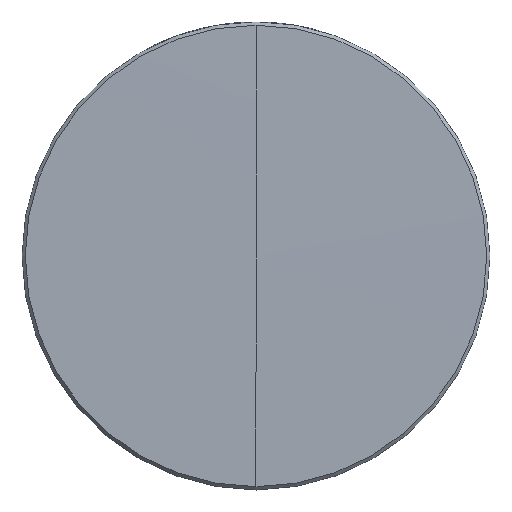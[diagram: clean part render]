
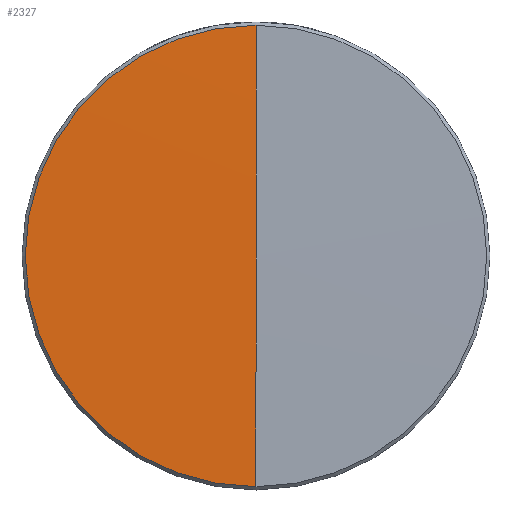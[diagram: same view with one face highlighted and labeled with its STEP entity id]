
A CAD part, top view. The second image highlights one B-rep face of the part: STEP entity #2327.
In plain terms, the highlighted spherical face has radius 1292 mm.
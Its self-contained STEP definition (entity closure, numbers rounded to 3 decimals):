
#14 = EDGE_LOOP ( 'NONE', ( #841, #1858, #577 ) ) ;
#34 = CIRCLE ( 'NONE', #1761, 12.523 ) ;
#140 = VERTEX_POINT ( 'NONE', #839 ) ;
#461 = FACE_OUTER_BOUND ( 'NONE', #14, .T. ) ;
#535 = CARTESIAN_POINT ( 'NONE',  ( 0., 0., -1290.97 ) ) ;
#554 = VERTEX_POINT ( 'NONE', #1681 ) ;
#577 = ORIENTED_EDGE ( 'NONE', *, *, #1789, .F. ) ;
#733 = DIRECTION ( 'NONE',  ( 1., 0., 0. ) ) ;
#757 = CARTESIAN_POINT ( 'NONE',  ( 0., 0., 1.03 ) ) ;
#839 = CARTESIAN_POINT ( 'NONE',  ( 0., -12.523, 0.969 ) ) ;
#841 = ORIENTED_EDGE ( 'NONE', *, *, #1004, .T. ) ;
#878 = SPHERICAL_SURFACE ( 'NONE', #2107, 1292. ) ;
#888 = CARTESIAN_POINT ( 'NONE',  ( 0., 0., 0.969 ) ) ;
#927 = CIRCLE ( 'NONE', #1714, 1292. ) ;
#937 = CIRCLE ( 'NONE', #1875, 1292. ) ;
#1004 = EDGE_CURVE ( 'NONE', #554, #140, #34, .T. ) ;
#1192 = DIRECTION ( 'NONE',  ( 0., -1., 0. ) ) ;
#1230 = DIRECTION ( 'NONE',  ( -1., 0., 0. ) ) ;
#1414 = DIRECTION ( 'NONE',  ( 0., 1., 0. ) ) ;
#1579 = DIRECTION ( 'NONE',  ( -1., 0., 0. ) ) ;
#1681 = CARTESIAN_POINT ( 'NONE',  ( 0., 12.523, 0.969 ) ) ;
#1714 = AXIS2_PLACEMENT_3D ( 'NONE', #535, #733, #2275 ) ;
#1761 = AXIS2_PLACEMENT_3D ( 'NONE', #888, #2424, #2019 ) ;
#1789 = EDGE_CURVE ( 'NONE', #554, #1882, #927, .T. ) ;
#1858 = ORIENTED_EDGE ( 'NONE', *, *, #2407, .T. ) ;
#1875 = AXIS2_PLACEMENT_3D ( 'NONE', #2123, #1579, #1192 ) ;
#1882 = VERTEX_POINT ( 'NONE', #757 ) ;
#1990 = CARTESIAN_POINT ( 'NONE',  ( 0., 0., -1290.97 ) ) ;
#2019 = DIRECTION ( 'NONE',  ( 0., -1., 0. ) ) ;
#2107 = AXIS2_PLACEMENT_3D ( 'NONE', #1990, #1230, #1414 ) ;
#2123 = CARTESIAN_POINT ( 'NONE',  ( 0., 0., -1290.97 ) ) ;
#2275 = DIRECTION ( 'NONE',  ( 0., 0., -1. ) ) ;
#2327 = ADVANCED_FACE ( 'NONE', ( #461 ), #878, .T. ) ;
#2407 = EDGE_CURVE ( 'NONE', #140, #1882, #937, .T. ) ;
#2424 = DIRECTION ( 'NONE',  ( 0., 0., 1. ) ) ;
